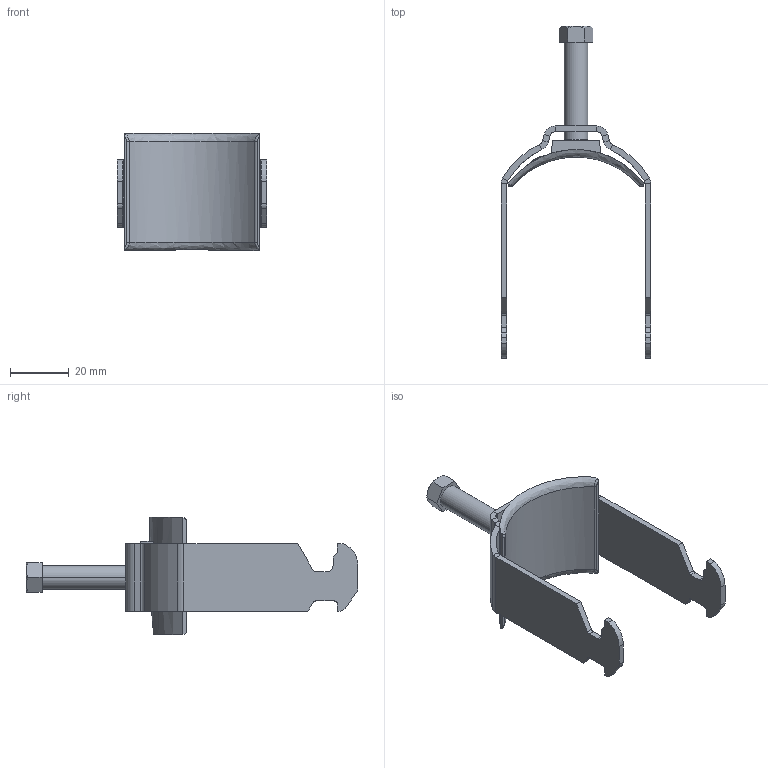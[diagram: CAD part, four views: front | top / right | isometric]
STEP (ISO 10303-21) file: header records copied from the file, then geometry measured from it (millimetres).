
FILE_DESCRIPTION((''),'2;1');
FILE_NAME('1160451_ASM','2015-06-17T',('AndreasKeweloh'),(''),'CREO PARAMETRIC BY PTC INC, 2015080','CREO PARAMETRIC BY PTC INC, 2015080','');
FILE_SCHEMA(('CONFIG_CONTROL_DESIGN'));
Length unit declared in the file: millimetre
Products named in the file (5): EB104-00-03_DRUCKSCHRAUBE_-_M8_; EB104-08-01; EB104-08-02; EB104-00-04; 1160451_ASM
Assembly tree (4 placements, depth 2):
  1160451_ASM
    EB104-00-03_DRUCKSCHRAUBE_-_M8_
    EB104-08-01
    EB104-08-02
    EB104-00-04
Bounding box: 51 x 113 x 40 mm (x, y, z)
Volume: 15575.7 mm3; surface area: 15599.4 mm2
Topology: 4 solids, 4 shells, 331 faces, 850 edges, 548 vertices
Faces by surface type: plane 169, bspline 80, cylinder 53, extrusion 25, cone 4
Entity records: 16598 total; most frequent: CARTESIAN_POINT 8945, ORIENTED_EDGE 1700, DIRECTION 1294, EDGE_CURVE 850, VERTEX_POINT 548, VECTOR 520, LINE 495, AXIS2_PLACEMENT_3D 387
